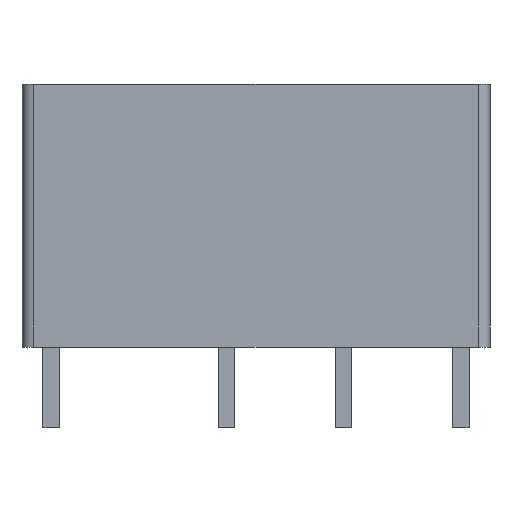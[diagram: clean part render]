
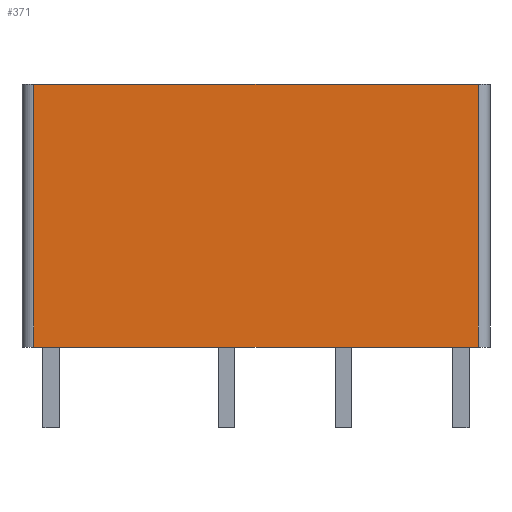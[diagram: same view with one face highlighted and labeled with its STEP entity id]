
A CAD part, front view. The second image highlights one B-rep face of the part: STEP entity #371.
In plain terms, the highlighted planar face has unit normal (0, -1, 0).
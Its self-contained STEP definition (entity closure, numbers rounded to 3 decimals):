
#13=DIRECTION('',(0.,0.,1.));
#122=ORIENTED_EDGE('',*,*,#123,.F.);
#123=EDGE_CURVE('',#124,#126,#128,.T.);
#124=VERTEX_POINT('',#125);
#125=CARTESIAN_POINT('',(-0.76,-1.24,0.));
#126=VERTEX_POINT('',#127);
#127=CARTESIAN_POINT('',(18.54,-1.24,0.));
#128=LINE('',#129,#130);
#129=CARTESIAN_POINT('',(-1.26,-1.24,0.));
#130=VECTOR('',#131,1.);
#131=DIRECTION('',(1.,0.,0.));
#178=DIRECTION('',(0.,1.,0.));
#371=ADVANCED_FACE('',(#372),#389,.F.);
#372=FACE_BOUND('',#373,.F.);
#373=EDGE_LOOP('',(#122,#374,#380,#386));
#374=ORIENTED_EDGE('',*,*,#375,.T.);
#375=EDGE_CURVE('',#124,#376,#378,.T.);
#376=VERTEX_POINT('',#377);
#377=CARTESIAN_POINT('',(-0.76,-1.24,11.4));
#378=LINE('',#125,#379);
#379=VECTOR('',#13,1.);
#380=ORIENTED_EDGE('',*,*,#381,.T.);
#381=EDGE_CURVE('',#376,#382,#384,.T.);
#382=VERTEX_POINT('',#383);
#383=CARTESIAN_POINT('',(18.54,-1.24,11.4));
#384=LINE('',#385,#130);
#385=CARTESIAN_POINT('',(-1.26,-1.24,11.4));
#386=ORIENTED_EDGE('',*,*,#387,.F.);
#387=EDGE_CURVE('',#126,#382,#388,.T.);
#388=LINE('',#127,#379);
#389=PLANE('',#390);
#390=AXIS2_PLACEMENT_3D('',#129,#178,#131);
